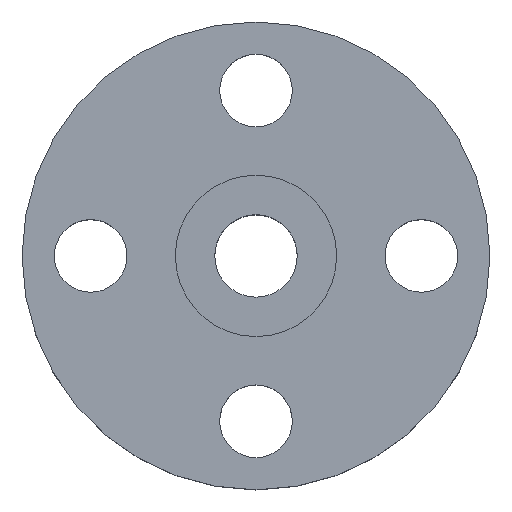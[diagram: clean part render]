
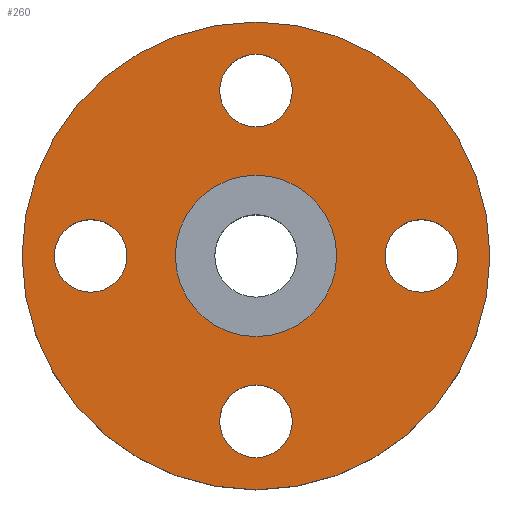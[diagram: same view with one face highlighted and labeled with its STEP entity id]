
A CAD part, top view. The second image highlights one B-rep face of the part: STEP entity #260.
In plain terms, the highlighted planar face has unit normal (0, 0, 1).
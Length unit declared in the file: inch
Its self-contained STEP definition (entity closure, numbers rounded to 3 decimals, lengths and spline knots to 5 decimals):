
#5 = DIRECTION ( 'NONE',  ( 0., -1., 0. ) ) ;
#9 = VERTEX_POINT ( 'NONE', #692 ) ;
#11 = DIRECTION ( 'NONE',  ( -1., 0., 0. ) ) ;
#22 = AXIS2_PLACEMENT_3D ( 'NONE', #345, #700, #819 ) ;
#28 = DIRECTION ( 'NONE',  ( 0., -1., 0. ) ) ;
#37 = AXIS2_PLACEMENT_3D ( 'NONE', #103, #721, #108 ) ;
#40 = DIRECTION ( 'NONE',  ( 0., 0., 1. ) ) ;
#41 = DIRECTION ( 'NONE',  ( 0., 0., 1. ) ) ;
#43 = EDGE_LOOP ( 'NONE', ( #368, #521 ) ) ;
#46 = CARTESIAN_POINT ( 'NONE',  ( -0.5625, -2.5625, -0.25 ) ) ;
#64 = EDGE_CURVE ( 'NONE', #9, #424, #667, .T. ) ;
#68 = AXIS2_PLACEMENT_3D ( 'NONE', #672, #666, #334 ) ;
#69 = PLANE ( 'NONE',  #838 ) ;
#90 = EDGE_LOOP ( 'NONE', ( #110, #326 ) ) ;
#100 = EDGE_LOOP ( 'NONE', ( #651, #150 ) ) ;
#103 = CARTESIAN_POINT ( 'NONE',  ( -2.5625, 0., -0.25 ) ) ;
#106 = CARTESIAN_POINT ( 'NONE',  ( 0.5625, 2.5625, -0.25 ) ) ;
#108 = DIRECTION ( 'NONE',  ( 1., 0., 0. ) ) ;
#110 = ORIENTED_EDGE ( 'NONE', *, *, #545, .F. ) ;
#111 = DIRECTION ( 'NONE',  ( 1., 0., 0. ) ) ;
#112 = CARTESIAN_POINT ( 'NONE',  ( 0., -2.5625, -0.25 ) ) ;
#117 = DIRECTION ( 'NONE',  ( 0., 0., 1. ) ) ;
#134 = AXIS2_PLACEMENT_3D ( 'NONE', #183, #41, #495 ) ;
#139 = EDGE_CURVE ( 'NONE', #424, #9, #173, .T. ) ;
#149 = AXIS2_PLACEMENT_3D ( 'NONE', #217, #40, #759 ) ;
#150 = ORIENTED_EDGE ( 'NONE', *, *, #773, .F. ) ;
#155 = VERTEX_POINT ( 'NONE', #168 ) ;
#156 = VERTEX_POINT ( 'NONE', #106 ) ;
#168 = CARTESIAN_POINT ( 'NONE',  ( -3.625, 0., -0.25 ) ) ;
#173 = CIRCLE ( 'NONE', #134, 1.25 ) ;
#183 = CARTESIAN_POINT ( 'NONE',  ( 0., 0., -0.25 ) ) ;
#184 = ORIENTED_EDGE ( 'NONE', *, *, #830, .F. ) ;
#186 = AXIS2_PLACEMENT_3D ( 'NONE', #684, #614, #11 ) ;
#197 = CARTESIAN_POINT ( 'NONE',  ( 0., 1.25, -0.25 ) ) ;
#199 = ORIENTED_EDGE ( 'NONE', *, *, #439, .F. ) ;
#217 = CARTESIAN_POINT ( 'NONE',  ( 2.5625, 0., -0.25 ) ) ;
#237 = DIRECTION ( 'NONE',  ( 1., 0., 0. ) ) ;
#260 = ADVANCED_FACE ( 'NONE', ( #679, #736, #675, #534, #264, #596 ), #69, .F. ) ;
#264 = FACE_BOUND ( 'NONE', #43, .T. ) ;
#267 = EDGE_LOOP ( 'NONE', ( #501, #184 ) ) ;
#269 = AXIS2_PLACEMENT_3D ( 'NONE', #511, #839, #237 ) ;
#271 = CIRCLE ( 'NONE', #598, 0.5625 ) ;
#273 = CARTESIAN_POINT ( 'NONE',  ( 0., 0., -0.25 ) ) ;
#276 = ORIENTED_EDGE ( 'NONE', *, *, #857, .T. ) ;
#286 = AXIS2_PLACEMENT_3D ( 'NONE', #719, #117, #371 ) ;
#289 = EDGE_CURVE ( 'NONE', #670, #155, #390, .T. ) ;
#326 = ORIENTED_EDGE ( 'NONE', *, *, #795, .F. ) ;
#329 = CIRCLE ( 'NONE', #286, 0.5625 ) ;
#334 = DIRECTION ( 'NONE',  ( 1., 0., 0. ) ) ;
#345 = CARTESIAN_POINT ( 'NONE',  ( 0., 0., -0.25 ) ) ;
#368 = ORIENTED_EDGE ( 'NONE', *, *, #139, .F. ) ;
#371 = DIRECTION ( 'NONE',  ( 0., 1., 0. ) ) ;
#380 = CIRCLE ( 'NONE', #149, 0.5625 ) ;
#390 = CIRCLE ( 'NONE', #68, 3.625 ) ;
#391 = AXIS2_PLACEMENT_3D ( 'NONE', #273, #554, #111 ) ;
#393 = CARTESIAN_POINT ( 'NONE',  ( -2., 0., -0.25 ) ) ;
#402 = CIRCLE ( 'NONE', #37, 0.5625 ) ;
#414 = EDGE_LOOP ( 'NONE', ( #199, #752 ) ) ;
#424 = VERTEX_POINT ( 'NONE', #758 ) ;
#439 = EDGE_CURVE ( 'NONE', #661, #707, #658, .T. ) ;
#441 = EDGE_LOOP ( 'NONE', ( #451, #276 ) ) ;
#451 = ORIENTED_EDGE ( 'NONE', *, *, #289, .T. ) ;
#466 = DIRECTION ( 'NONE',  ( 0., 0., -1. ) ) ;
#478 = VERTEX_POINT ( 'NONE', #46 ) ;
#494 = CARTESIAN_POINT ( 'NONE',  ( 2., 0., -0.25 ) ) ;
#495 = DIRECTION ( 'NONE',  ( 1., 0., 0. ) ) ;
#497 = VERTEX_POINT ( 'NONE', #776 ) ;
#501 = ORIENTED_EDGE ( 'NONE', *, *, #846, .F. ) ;
#509 = VERTEX_POINT ( 'NONE', #786 ) ;
#511 = CARTESIAN_POINT ( 'NONE',  ( -2.5625, 0., -0.25 ) ) ;
#521 = ORIENTED_EDGE ( 'NONE', *, *, #64, .F. ) ;
#534 = FACE_BOUND ( 'NONE', #90, .T. ) ;
#545 = EDGE_CURVE ( 'NONE', #590, #509, #402, .T. ) ;
#554 = DIRECTION ( 'NONE',  ( 0., 0., 1. ) ) ;
#585 = AXIS2_PLACEMENT_3D ( 'NONE', #112, #647, #835 ) ;
#590 = VERTEX_POINT ( 'NONE', #393 ) ;
#596 = FACE_OUTER_BOUND ( 'NONE', #441, .T. ) ;
#598 = AXIS2_PLACEMENT_3D ( 'NONE', #660, #608, #5 ) ;
#608 = DIRECTION ( 'NONE',  ( 0., 0., 1. ) ) ;
#614 = DIRECTION ( 'NONE',  ( 0., 0., 1. ) ) ;
#632 = DIRECTION ( 'NONE',  ( 0., 0., 1. ) ) ;
#642 = CIRCLE ( 'NONE', #855, 0.5625 ) ;
#647 = DIRECTION ( 'NONE',  ( 0., 0., 1. ) ) ;
#651 = ORIENTED_EDGE ( 'NONE', *, *, #662, .F. ) ;
#658 = CIRCLE ( 'NONE', #186, 0.5625 ) ;
#659 = CIRCLE ( 'NONE', #391, 3.625 ) ;
#660 = CARTESIAN_POINT ( 'NONE',  ( 0., 2.5625, -0.25 ) ) ;
#661 = VERTEX_POINT ( 'NONE', #748 ) ;
#662 = EDGE_CURVE ( 'NONE', #156, #843, #271, .T. ) ;
#666 = DIRECTION ( 'NONE',  ( 0., 0., 1. ) ) ;
#667 = CIRCLE ( 'NONE', #22, 1.25 ) ;
#670 = VERTEX_POINT ( 'NONE', #685 ) ;
#672 = CARTESIAN_POINT ( 'NONE',  ( 0., 0., -0.25 ) ) ;
#675 = FACE_BOUND ( 'NONE', #267, .T. ) ;
#679 = FACE_BOUND ( 'NONE', #100, .T. ) ;
#682 = CIRCLE ( 'NONE', #585, 0.5625 ) ;
#684 = CARTESIAN_POINT ( 'NONE',  ( 2.5625, 0., -0.25 ) ) ;
#685 = CARTESIAN_POINT ( 'NONE',  ( 3.625, 0., -0.25 ) ) ;
#692 = CARTESIAN_POINT ( 'NONE',  ( -1.25, 0., -0.25 ) ) ;
#700 = DIRECTION ( 'NONE',  ( 0., 0., 1. ) ) ;
#703 = CARTESIAN_POINT ( 'NONE',  ( 0., 2.5625, -0.25 ) ) ;
#707 = VERTEX_POINT ( 'NONE', #494 ) ;
#719 = CARTESIAN_POINT ( 'NONE',  ( 0., -2.5625, -0.25 ) ) ;
#721 = DIRECTION ( 'NONE',  ( 0., 0., 1. ) ) ;
#728 = EDGE_CURVE ( 'NONE', #707, #661, #380, .T. ) ;
#736 = FACE_BOUND ( 'NONE', #414, .T. ) ;
#743 = CIRCLE ( 'NONE', #269, 0.5625 ) ;
#747 = DIRECTION ( 'NONE',  ( -1., 0., 0. ) ) ;
#748 = CARTESIAN_POINT ( 'NONE',  ( 3.125, 0., -0.25 ) ) ;
#752 = ORIENTED_EDGE ( 'NONE', *, *, #728, .F. ) ;
#758 = CARTESIAN_POINT ( 'NONE',  ( 1.25, 0., -0.25 ) ) ;
#759 = DIRECTION ( 'NONE',  ( -1., 0., 0. ) ) ;
#773 = EDGE_CURVE ( 'NONE', #843, #156, #642, .T. ) ;
#776 = CARTESIAN_POINT ( 'NONE',  ( 0.5625, -2.5625, -0.25 ) ) ;
#779 = CARTESIAN_POINT ( 'NONE',  ( -0.5625, 2.5625, -0.25 ) ) ;
#786 = CARTESIAN_POINT ( 'NONE',  ( -3.125, 0., -0.25 ) ) ;
#795 = EDGE_CURVE ( 'NONE', #509, #590, #743, .T. ) ;
#819 = DIRECTION ( 'NONE',  ( 1., 0., 0. ) ) ;
#830 = EDGE_CURVE ( 'NONE', #478, #497, #682, .T. ) ;
#835 = DIRECTION ( 'NONE',  ( 0., 1., 0. ) ) ;
#838 = AXIS2_PLACEMENT_3D ( 'NONE', #197, #466, #747 ) ;
#839 = DIRECTION ( 'NONE',  ( 0., 0., 1. ) ) ;
#843 = VERTEX_POINT ( 'NONE', #779 ) ;
#846 = EDGE_CURVE ( 'NONE', #497, #478, #329, .T. ) ;
#855 = AXIS2_PLACEMENT_3D ( 'NONE', #703, #632, #28 ) ;
#857 = EDGE_CURVE ( 'NONE', #155, #670, #659, .T. ) ;
